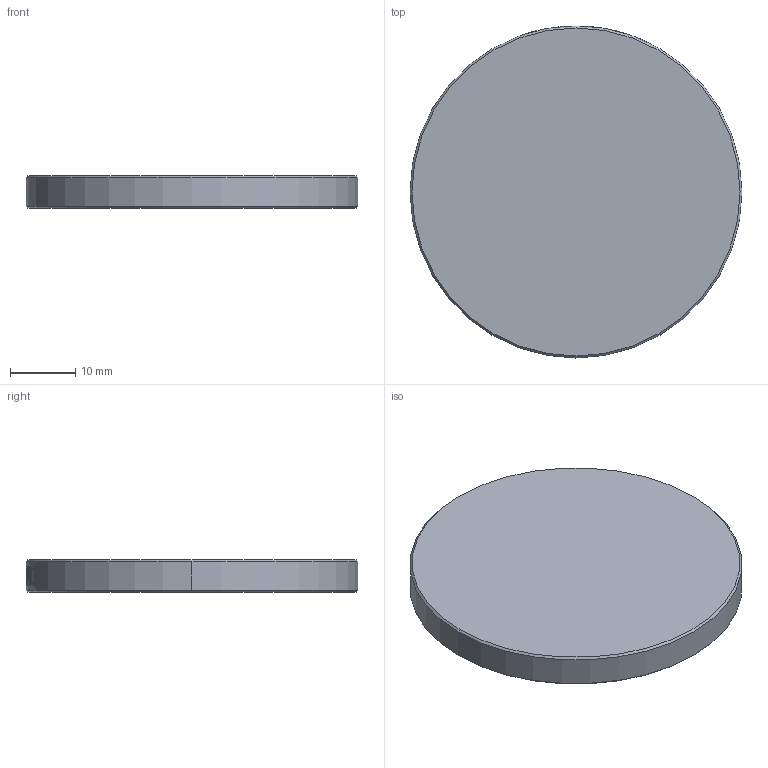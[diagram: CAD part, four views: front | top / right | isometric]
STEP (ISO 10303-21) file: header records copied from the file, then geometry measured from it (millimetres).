
FILE_DESCRIPTION (( 'STEP AP203' ), '1' );
FILE_NAME ('21026-E0W.STEP', '2012-10-04T13:35:09', ( 'Admin' ), ( '' ), 'SwSTEP 2.0', 'SolidWorks 2011', '' );
FILE_SCHEMA (( 'CONFIG_CONTROL_DESIGN' ));
Length unit declared in the file: millimetre
Products named in the file (1): 21026-E0W
Bounding box: 50.8 x 50.8 x 5 mm (x, y, z)
Surface area: 4795.3 mm2 (no closed solid volume)
Topology: 0 solids, 1 shells, 20 faces, 115 edges, 109 vertices
Faces by surface type: cylinder 14, cone 4, plane 2
Entity records: 2113 total; most frequent: CARTESIAN_POINT 1111, ORIENTED_EDGE 230, DIRECTION 155, EDGE_CURVE 115, VERTEX_POINT 109, AXIS2_PLACEMENT_3D 62, B_SPLINE_CURVE_WITH_KNOTS 43, CIRCLE 41
